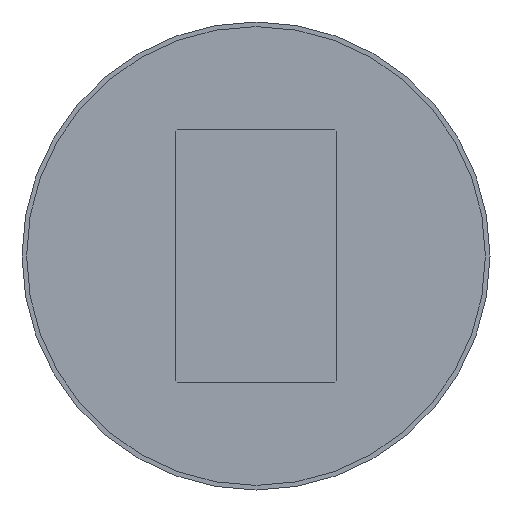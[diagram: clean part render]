
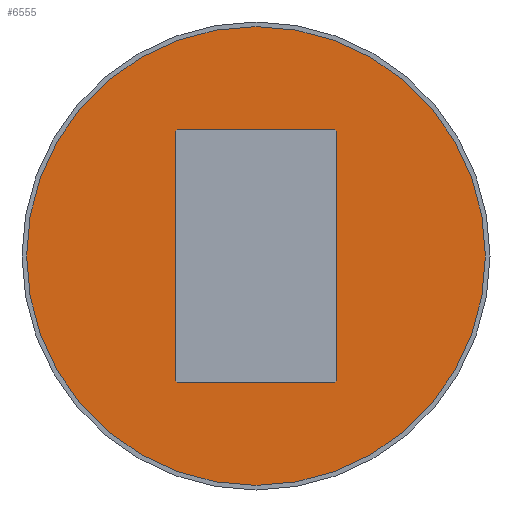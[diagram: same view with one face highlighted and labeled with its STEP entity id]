
A CAD part, left-side view. The second image highlights one B-rep face of the part: STEP entity #6555.
In plain terms, the highlighted face is planar.
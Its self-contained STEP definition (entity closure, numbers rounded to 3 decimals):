
#420 = DIRECTION ( 'NONE',  ( 0., 0., 1. ) ) ;
#954 = ORIENTED_EDGE ( 'NONE', *, *, #5799, .F. ) ;
#1218 = CARTESIAN_POINT ( 'NONE',  ( 0., 0., 0. ) ) ;
#1290 = AXIS2_PLACEMENT_3D ( 'NONE', #4325, #6373, #3807 ) ;
#1536 = CARTESIAN_POINT ( 'NONE',  ( 0., 0., 0. ) ) ;
#1896 = AXIS2_PLACEMENT_3D ( 'NONE', #1536, #420, #5098 ) ;
#2251 = PLANE ( 'NONE',  #1290 ) ;
#2759 = FACE_OUTER_BOUND ( 'NONE', #4864, .T. ) ;
#2881 = DIRECTION ( 'NONE',  ( 1., 0., 0. ) ) ;
#3272 = VERTEX_POINT ( 'NONE', #5040 ) ;
#3287 = DIRECTION ( 'NONE',  ( 0., 0., 1. ) ) ;
#3807 = DIRECTION ( 'NONE',  ( 1., 0., 0. ) ) ;
#4283 = CIRCLE ( 'NONE', #1896, 50. ) ;
#4325 = CARTESIAN_POINT ( 'NONE',  ( 0., 0., 0. ) ) ;
#4372 = CARTESIAN_POINT ( 'NONE',  ( 50., 0., 0. ) ) ;
#4616 = EDGE_CURVE ( 'NONE', #4926, #3272, #4283, .T. ) ;
#4864 = EDGE_LOOP ( 'NONE', ( #954, #4914 ) ) ;
#4914 = ORIENTED_EDGE ( 'NONE', *, *, #4616, .F. ) ;
#4926 = VERTEX_POINT ( 'NONE', #4372 ) ;
#5040 = CARTESIAN_POINT ( 'NONE',  ( -50., 0., 0. ) ) ;
#5098 = DIRECTION ( 'NONE',  ( 1., 0., 0. ) ) ;
#5261 = AXIS2_PLACEMENT_3D ( 'NONE', #1218, #3287, #2881 ) ;
#5799 = EDGE_CURVE ( 'NONE', #3272, #4926, #6112, .T. ) ;
#6112 = CIRCLE ( 'NONE', #5261, 50. ) ;
#6373 = DIRECTION ( 'NONE',  ( 0., 0., 1. ) ) ;
#6555 = ADVANCED_FACE ( 'NONE', ( #2759 ), #2251, .F. ) ;
